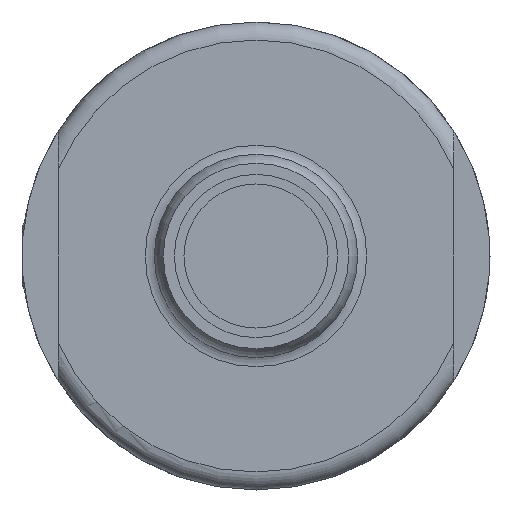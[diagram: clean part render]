
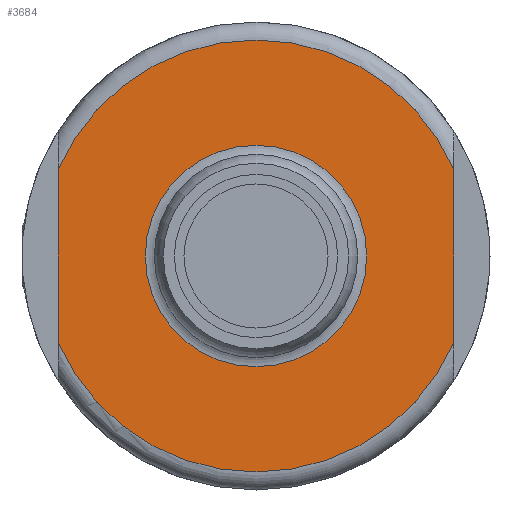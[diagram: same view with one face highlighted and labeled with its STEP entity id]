
A CAD part, left-side view. The second image highlights one B-rep face of the part: STEP entity #3684.
In plain terms, the highlighted planar face has unit normal (-1, 0, 0).
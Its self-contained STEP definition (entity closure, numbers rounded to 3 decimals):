
#145=PLANE('',#4220);
#194=FACE_BOUND('',#1185,.T.);
#474=LINE('',#14596,#612);
#475=LINE('',#14597,#613);
#612=VECTOR('',#5309,1000.);
#613=VECTOR('',#5310,1000.);
#935=FACE_OUTER_BOUND('',#1184,.T.);
#1184=EDGE_LOOP('',(#3431,#3432,#3433,#3434));
#1185=EDGE_LOOP('',(#3435,#3436));
#1414=CIRCLE('',#4155,12.);
#1456=CIRCLE('',#4212,6.15);
#1457=CIRCLE('',#4213,6.15);
#1458=CIRCLE('',#4215,12.);
#1820=VERTEX_POINT('',#14426);
#1821=VERTEX_POINT('',#14439);
#1859=VERTEX_POINT('',#14558);
#1860=VERTEX_POINT('',#14560);
#1861=VERTEX_POINT('',#14564);
#1862=VERTEX_POINT('',#14577);
#2328=EDGE_CURVE('',#1821,#1820,#1414,.T.);
#2384=EDGE_CURVE('',#1859,#1860,#1456,.T.);
#2385=EDGE_CURVE('',#1860,#1859,#1457,.T.);
#2387=EDGE_CURVE('',#1862,#1861,#1458,.T.);
#2389=EDGE_CURVE('',#1861,#1821,#474,.T.);
#2390=EDGE_CURVE('',#1820,#1862,#475,.T.);
#3431=ORIENTED_EDGE('',*,*,#2387,.T.);
#3432=ORIENTED_EDGE('',*,*,#2389,.T.);
#3433=ORIENTED_EDGE('',*,*,#2328,.T.);
#3434=ORIENTED_EDGE('',*,*,#2390,.T.);
#3435=ORIENTED_EDGE('',*,*,#2385,.F.);
#3436=ORIENTED_EDGE('',*,*,#2384,.F.);
#3684=ADVANCED_FACE('',(#935,#194),#145,.F.);
#4155=AXIS2_PLACEMENT_3D('',#14440,#5164,#5165);
#4212=AXIS2_PLACEMENT_3D('',#14561,#5291,#5292);
#4213=AXIS2_PLACEMENT_3D('',#14562,#5293,#5294);
#4215=AXIS2_PLACEMENT_3D('',#14578,#5297,#5298);
#4220=AXIS2_PLACEMENT_3D('',#14595,#5307,#5308);
#5164=DIRECTION('center_axis',(-1.,0.,0.));
#5165=DIRECTION('ref_axis',(0.,0.,
-1.));
#5291=DIRECTION('center_axis',(-1.,0.,0.));
#5292=DIRECTION('ref_axis',(0.,0.,
-1.));
#5293=DIRECTION('center_axis',(-1.,0.,0.));
#5294=DIRECTION('ref_axis',(0.,0.,
-1.));
#5297=DIRECTION('center_axis',(-1.,0.,0.));
#5298=DIRECTION('ref_axis',(0.,0.,
-1.));
#5307=DIRECTION('center_axis',(1.,0.,0.));
#5308=DIRECTION('ref_axis',(0.,0.,
1.));
#5309=DIRECTION('',(0.,0.,-1.));
#5310=DIRECTION('',(0.,0.,1.));
#14426=CARTESIAN_POINT('',(-9.3,-11.,-4.796));
#14439=CARTESIAN_POINT('',(-9.3,11.,-4.796));
#14440=CARTESIAN_POINT('Origin',(-9.3,0.,
0.));
#14558=CARTESIAN_POINT('',(-9.3,0.,6.15));
#14560=CARTESIAN_POINT('',(-9.3,0.,-6.15));
#14561=CARTESIAN_POINT('Origin',(-9.3,0.,
0.));
#14562=CARTESIAN_POINT('Origin',(-9.3,0.,
0.));
#14564=CARTESIAN_POINT('',(-9.3,11.,4.796));
#14577=CARTESIAN_POINT('',(-9.3,-11.,4.796));
#14578=CARTESIAN_POINT('Origin',(-9.3,0.,
0.));
#14595=CARTESIAN_POINT('Origin',(-9.3,-6.15,0.));
#14596=CARTESIAN_POINT('',(-9.3,11.,0.));
#14597=CARTESIAN_POINT('',(-9.3,-11.,0.));
